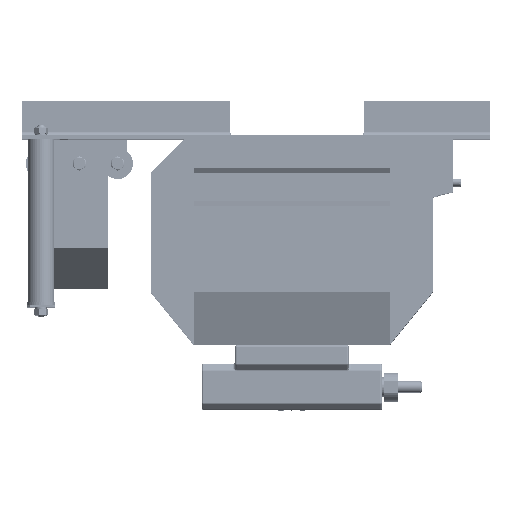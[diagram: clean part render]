
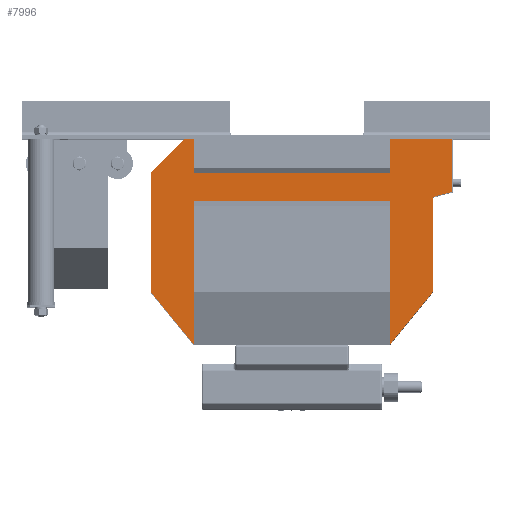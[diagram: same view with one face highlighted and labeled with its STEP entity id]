
A CAD part, top view. The second image highlights one B-rep face of the part: STEP entity #7996.
In plain terms, the highlighted face is planar.
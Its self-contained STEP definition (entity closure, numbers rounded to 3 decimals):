
#7996=ADVANCED_FACE('',(#21384),#21386,.F.);
#21384=FACE_BOUND('',#21385,.T.);
#21385=EDGE_LOOP('',(#37517,#37518,#37519,#37520,#37521,#37522,#37523,#37524,#37525,
#37526,#37527,#37528,#37529,#37530,#37531));
#21386=PLANE('',#21387);
#21387=AXIS2_PLACEMENT_3D('',#21388,#21389,#21390);
#21388=CARTESIAN_POINT('',(-152.5,55.,-42.859));
#21389=DIRECTION('',(0.,-1.,0.));
#21390=DIRECTION('',(0.,0.,-1.));
#37517=ORIENTED_EDGE('',*,*,#43572,.F.);
#37518=ORIENTED_EDGE('',*,*,#43580,.T.);
#37519=ORIENTED_EDGE('',*,*,#43581,.F.);
#37520=ORIENTED_EDGE('',*,*,#43582,.F.);
#37521=ORIENTED_EDGE('',*,*,#43568,.F.);
#37522=ORIENTED_EDGE('',*,*,#43583,.F.);
#37523=ORIENTED_EDGE('',*,*,#43584,.F.);
#37524=ORIENTED_EDGE('',*,*,#43585,.F.);
#37525=ORIENTED_EDGE('',*,*,#43586,.F.);
#37526=ORIENTED_EDGE('',*,*,#43587,.T.);
#37527=ORIENTED_EDGE('',*,*,#43588,.T.);
#37528=ORIENTED_EDGE('',*,*,#43589,.F.);
#37529=ORIENTED_EDGE('',*,*,#43590,.F.);
#37530=ORIENTED_EDGE('',*,*,#43591,.T.);
#37531=ORIENTED_EDGE('',*,*,#43544,.T.);
#43544=EDGE_CURVE('',#47737,#47735,#47738,.T.);
#43568=EDGE_CURVE('',#47781,#47783,#47784,.F.);
#43572=EDGE_CURVE('',#47789,#47735,#47791,.F.);
#43580=EDGE_CURVE('',#47789,#47805,#47806,.T.);
#43581=EDGE_CURVE('',#47807,#47805,#47808,.T.);
#43582=EDGE_CURVE('',#47783,#47807,#47809,.T.);
#43583=EDGE_CURVE('',#47810,#47781,#47811,.T.);
#43584=EDGE_CURVE('',#47812,#47810,#47813,.F.);
#43585=EDGE_CURVE('',#47814,#47812,#47815,.T.);
#43586=EDGE_CURVE('',#47816,#47814,#47817,.T.);
#43587=EDGE_CURVE('',#47816,#47818,#47819,.T.);
#43588=EDGE_CURVE('',#47818,#47820,#47821,.T.);
#43589=EDGE_CURVE('',#47822,#47820,#47823,.T.);
#43590=EDGE_CURVE('',#47824,#47822,#47825,.F.);
#43591=EDGE_CURVE('',#47824,#47737,#47826,.T.);
#47735=VERTEX_POINT('',#56991);
#47737=VERTEX_POINT('',#56995);
#47738=LINE('',#56996,#56997);
#47781=VERTEX_POINT('',#57085);
#47783=VERTEX_POINT('',#57089);
#47784=LINE('',#57090,#57091);
#47789=VERTEX_POINT('',#57101);
#47791=LINE('',#57105,#57106);
#47805=VERTEX_POINT('',#57140);
#47806=LINE('',#57141,#57142);
#47807=VERTEX_POINT('',#57144);
#47808=LINE('',#57145,#57146);
#47809=LINE('',#57148,#57149);
#47810=VERTEX_POINT('',#57151);
#47811=LINE('',#57152,#57153);
#47812=VERTEX_POINT('',#57155);
#47813=LINE('',#57156,#57157);
#47814=VERTEX_POINT('',#57159);
#47815=LINE('',#57160,#57161);
#47816=VERTEX_POINT('',#57163);
#47817=LINE('',#57164,#57165);
#47818=VERTEX_POINT('',#57167);
#47819=LINE('',#57168,#57169);
#47820=VERTEX_POINT('',#57171);
#47821=LINE('',#57172,#57173);
#47822=VERTEX_POINT('',#57175);
#47823=LINE('',#57176,#57177);
#47824=VERTEX_POINT('',#57179);
#47825=LINE('',#57180,#57181);
#47826=LINE('',#57183,#57184);
#56991=CARTESIAN_POINT('',(167.5,55.,-107.5));
#56995=CARTESIAN_POINT('',(167.5,55.,-52.5));
#56996=CARTESIAN_POINT('',(167.5,55.,-52.5));
#56997=VECTOR('',#56998,1.);
#56998=DIRECTION('',(0.,0.,-1.));
#57085=CARTESIAN_POINT('',(-112.5,55.,-107.5));
#57089=CARTESIAN_POINT('',(-102.5,55.,-107.5));
#57090=CARTESIAN_POINT('',(-102.5,55.,-107.5));
#57091=VECTOR('',#57092,1.);
#57092=DIRECTION('',(-1.,0.,0.));
#57101=CARTESIAN_POINT('',(102.5,55.,-107.5));
#57105=CARTESIAN_POINT('',(167.5,55.,-107.5));
#57106=VECTOR('',#57107,1.);
#57107=DIRECTION('',(-1.,0.,0.));
#57140=CARTESIAN_POINT('',(102.5,55.,-72.141));
#57141=CARTESIAN_POINT('',(102.5,55.,-107.5));
#57142=VECTOR('',#57143,1.);
#57143=DIRECTION('',(0.,0.,1.));
#57144=CARTESIAN_POINT('',(-102.5,55.,-72.141));
#57145=CARTESIAN_POINT('',(-102.5,55.,-72.141));
#57146=VECTOR('',#57147,1.);
#57147=DIRECTION('',(1.,0.,0.));
#57148=CARTESIAN_POINT('',(-102.5,55.,-107.5));
#57149=VECTOR('',#57150,1.);
#57150=DIRECTION('',(0.,0.,1.));
#57151=CARTESIAN_POINT('',(-147.5,55.,-72.5));
#57152=CARTESIAN_POINT('',(-147.5,55.,-72.5));
#57153=VECTOR('',#57154,1.);
#57154=DIRECTION('',(0.707,0.,-0.707));
#57155=CARTESIAN_POINT('',(-147.5,55.,52.5));
#57156=CARTESIAN_POINT('',(-147.5,55.,-72.5));
#57157=VECTOR('',#57158,1.);
#57158=DIRECTION('',(0.,0.,1.));
#57159=CARTESIAN_POINT('',(-102.5,55.,107.5));
#57160=CARTESIAN_POINT('',(-102.5,55.,107.5));
#57161=VECTOR('',#57162,1.);
#57162=DIRECTION('',(-0.633,0.,-0.774));
#57163=CARTESIAN_POINT('',(-102.5,55.,-42.859));
#57164=CARTESIAN_POINT('',(-102.5,55.,-42.859));
#57165=VECTOR('',#57166,1.);
#57166=DIRECTION('',(0.,0.,1.));
#57167=CARTESIAN_POINT('',(102.5,55.,-42.859));
#57168=CARTESIAN_POINT('',(-102.5,55.,-42.859));
#57169=VECTOR('',#57170,1.);
#57170=DIRECTION('',(1.,0.,0.));
#57171=CARTESIAN_POINT('',(102.5,55.,107.5));
#57172=CARTESIAN_POINT('',(102.5,55.,-42.859));
#57173=VECTOR('',#57174,1.);
#57174=DIRECTION('',(0.,0.,1.));
#57175=CARTESIAN_POINT('',(147.5,55.,52.5));
#57176=CARTESIAN_POINT('',(147.5,55.,52.5));
#57177=VECTOR('',#57178,1.);
#57178=DIRECTION('',(-0.633,0.,0.774));
#57179=CARTESIAN_POINT('',(147.5,55.,-47.141));
#57180=CARTESIAN_POINT('',(147.5,55.,52.5));
#57181=VECTOR('',#57182,1.);
#57182=DIRECTION('',(0.,0.,-1.));
#57183=CARTESIAN_POINT('',(147.5,55.,-47.141));
#57184=VECTOR('',#57185,1.);
#57185=DIRECTION('',(0.966,0.,-0.259));
